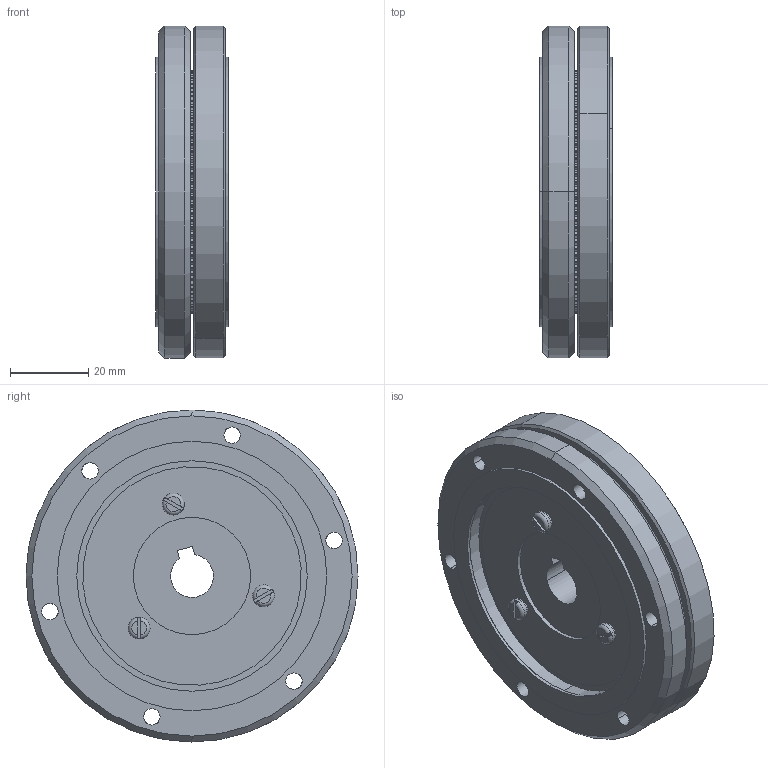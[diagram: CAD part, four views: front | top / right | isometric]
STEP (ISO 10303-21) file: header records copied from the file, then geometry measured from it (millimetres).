
FILE_DESCRIPTION (( 'STEP AP214' ), '1' );
FILE_NAME ('HDF-025-001.STEP', '2018-03-14T16:30:56', ( '' ), ( '' ), 'SwSTEP 2.0', 'SolidWorks 2017', '' );
FILE_SCHEMA (( 'AUTOMOTIVE_DESIGN' ));
Length unit declared in the file: millimetre
Products named in the file (7): HDF-025-002; HDF-025-006; HDF-025 Screw; HDF-025-005; HDF-025-001; HDF-025-003; HDF-025-004
Assembly tree (8 placements, depth 2):
  HDF-025-001
    HDF-025-002
    HDF-025-004
    HDF-025-003
    HDF-025-005
    HDF-025-006
    HDF-025 Screw  x3
Bounding box: 18.62 x 85 x 85 mm (x, y, z)
Volume: 72535.2 mm3; surface area: 41152 mm2
Topology: 8 solids, 8 shells, 1864 faces, 5082 edges, 3247 vertices
Faces by surface type: plane 959, cylinder 680, torus 208, bspline 9, cone 8
Entity records: 66120 total; most frequent: CARTESIAN_POINT 18516, ORIENTED_EDGE 10028, DIRECTION 9222, EDGE_CURVE 5014, LINE 3234, VECTOR 3234, VERTEX_POINT 3203, AXIS2_PLACEMENT_3D 2994
